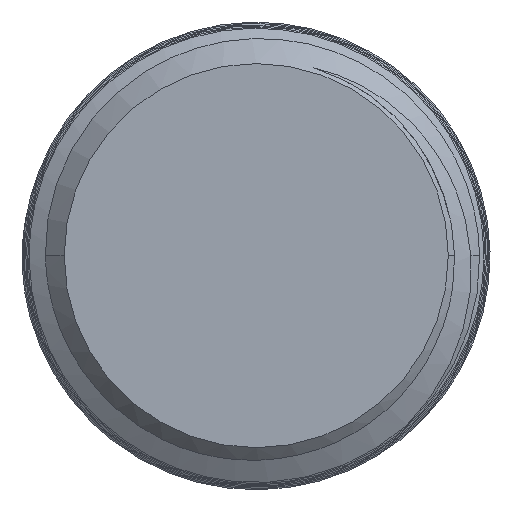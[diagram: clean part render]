
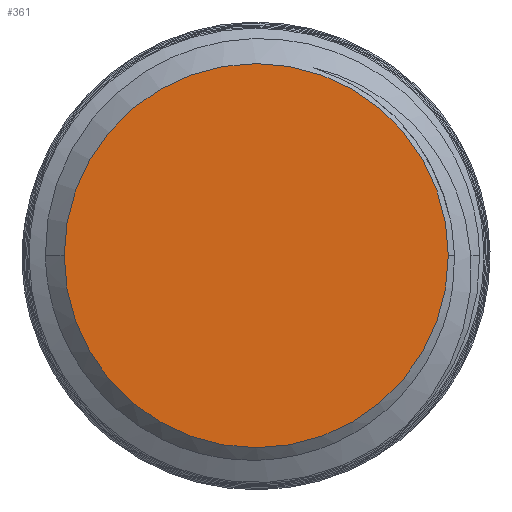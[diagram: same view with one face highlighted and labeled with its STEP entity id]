
A CAD part, left-side view. The second image highlights one B-rep face of the part: STEP entity #361.
In plain terms, the highlighted face is planar.
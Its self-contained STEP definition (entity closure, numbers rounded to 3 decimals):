
#25=PLANE('',#396);
#95=FACE_OUTER_BOUND('',#120,.T.);
#120=EDGE_LOOP('',(#293,#294));
#137=CIRCLE('',#385,6.995);
#138=CIRCLE('',#387,6.995);
#163=VERTEX_POINT('',#612);
#164=VERTEX_POINT('',#613);
#196=EDGE_CURVE('',#163,#164,#137,.T.);
#200=EDGE_CURVE('',#164,#163,#138,.T.);
#293=ORIENTED_EDGE('',*,*,#200,.T.);
#294=ORIENTED_EDGE('',*,*,#196,.T.);
#361=ADVANCED_FACE('',(#95),#25,.F.);
#385=AXIS2_PLACEMENT_3D('',#614,#432,#433);
#387=AXIS2_PLACEMENT_3D('',#644,#438,#439);
#396=AXIS2_PLACEMENT_3D('',#3160,#457,#458);
#432=DIRECTION('center_axis',(0.,1.,0.));
#433=DIRECTION('ref_axis',(-1.,0.,0.));
#438=DIRECTION('center_axis',(0.,1.,0.));
#439=DIRECTION('ref_axis',(-1.,0.,0.));
#457=DIRECTION('center_axis',(0.,-1.,0.));
#458=DIRECTION('ref_axis',(1.,0.,0.));
#612=CARTESIAN_POINT('',(6.995,11.43,0.));
#613=CARTESIAN_POINT('',(-6.995,11.43,0.));
#614=CARTESIAN_POINT('Origin',(0.,11.43,0.));
#644=CARTESIAN_POINT('Origin',(0.,11.43,0.));
#3160=CARTESIAN_POINT('Origin',(0.,11.43,0.));
